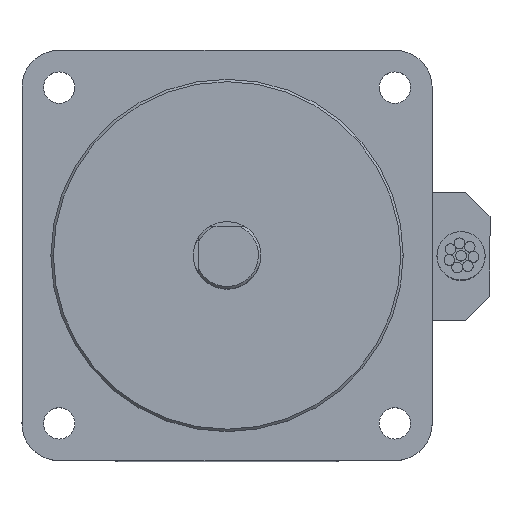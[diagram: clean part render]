
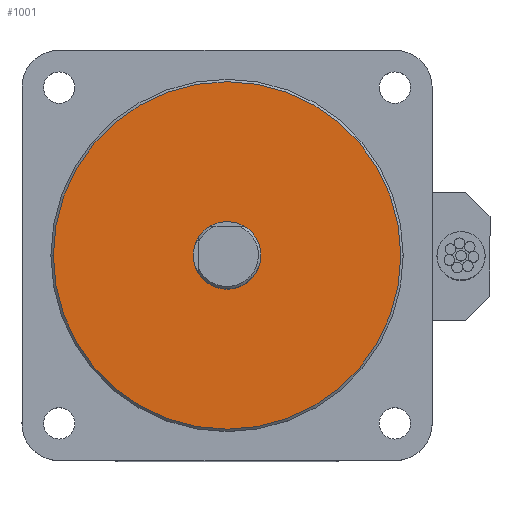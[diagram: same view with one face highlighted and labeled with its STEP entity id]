
A CAD part, top view. The second image highlights one B-rep face of the part: STEP entity #1001.
In plain terms, the highlighted planar face has unit normal (0, 0, 1).
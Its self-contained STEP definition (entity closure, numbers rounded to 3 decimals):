
#47 = CARTESIAN_POINT ( 'NONE',  ( 0., 0., 127.5 ) ) ;
#48 = DIRECTION ( 'NONE',  ( 0., 0., 1. ) ) ;
#49 = DIRECTION ( 'NONE',  ( 1., 0., 0. ) ) ;
#52 = CARTESIAN_POINT ( 'NONE',  ( 0., 0., 127.5 ) ) ;
#53 = DIRECTION ( 'NONE',  ( 0., 0., 1. ) ) ;
#54 = DIRECTION ( 'NONE',  ( 1., 0., 0. ) ) ;
#158 = CIRCLE ( 'NONE', #246, 7. ) ;
#242 = CIRCLE ( 'NONE', #254, 36.012 ) ;
#246 = AXIS2_PLACEMENT_3D ( 'NONE', #606, #607, #559 ) ;
#254 = AXIS2_PLACEMENT_3D ( 'NONE', #543, #593, #562 ) ;
#543 = CARTESIAN_POINT ( 'NONE',  ( 0., 0., 127.5 ) ) ;
#559 = DIRECTION ( 'NONE',  ( 1., 0., 0. ) ) ;
#562 = DIRECTION ( 'NONE',  ( 1., 0., 0. ) ) ;
#593 = DIRECTION ( 'NONE',  ( 0., 0., 1. ) ) ;
#606 = CARTESIAN_POINT ( 'NONE',  ( 0., 0., 127.5 ) ) ;
#607 = DIRECTION ( 'NONE',  ( 0., 0., 1. ) ) ;
#817 = EDGE_CURVE ( 'NONE', #1687, #1688, #242, .T. ) ;
#822 = EDGE_CURVE ( 'NONE', #1693, #1694, #158, .T. ) ;
#957 = EDGE_CURVE ( 'NONE', #1688, #1687, #1221, .T. ) ;
#958 = EDGE_CURVE ( 'NONE', #1694, #1693, #1223, .T. ) ;
#1001 = ADVANCED_FACE ( 'NONE', ( #2692, #2693 ), #2274, .T. ) ;
#1043 = EDGE_LOOP ( 'NONE', ( #1541, #1543 ) ) ;
#1051 = EDGE_LOOP ( 'NONE', ( #1539, #1545 ) ) ;
#1221 = CIRCLE ( 'NONE', #1228, 36.012 ) ;
#1223 = CIRCLE ( 'NONE', #1229, 7. ) ;
#1228 = AXIS2_PLACEMENT_3D ( 'NONE', #47, #48, #49 ) ;
#1229 = AXIS2_PLACEMENT_3D ( 'NONE', #52, #53, #54 ) ;
#1284 = AXIS2_PLACEMENT_3D ( 'NONE', #2272, #2273, #2271 ) ;
#1539 = ORIENTED_EDGE ( 'NONE', *, *, #958, .F. ) ;
#1541 = ORIENTED_EDGE ( 'NONE', *, *, #957, .T. ) ;
#1543 = ORIENTED_EDGE ( 'NONE', *, *, #817, .T. ) ;
#1545 = ORIENTED_EDGE ( 'NONE', *, *, #822, .F. ) ;
#1687 = VERTEX_POINT ( 'NONE', #2196 ) ;
#1688 = VERTEX_POINT ( 'NONE', #2225 ) ;
#1693 = VERTEX_POINT ( 'NONE', #2199 ) ;
#1694 = VERTEX_POINT ( 'NONE', #2506 ) ;
#2196 = CARTESIAN_POINT ( 'NONE',  ( 36.012, 0., 127.5 ) ) ;
#2199 = CARTESIAN_POINT ( 'NONE',  ( 7., 0., 127.5 ) ) ;
#2225 = CARTESIAN_POINT ( 'NONE',  ( -36.012, 0., 127.5 ) ) ;
#2271 = DIRECTION ( 'NONE',  ( 1., 0., 0. ) ) ;
#2272 = CARTESIAN_POINT ( 'NONE',  ( 0., 0., 127.5 ) ) ;
#2273 = DIRECTION ( 'NONE',  ( 0., 0., 1. ) ) ;
#2274 = PLANE ( 'NONE',  #1284 ) ;
#2506 = CARTESIAN_POINT ( 'NONE',  ( -7., 0., 127.5 ) ) ;
#2692 = FACE_OUTER_BOUND ( 'NONE', #1043, .T. ) ;
#2693 = FACE_BOUND ( 'NONE', #1051, .T. ) ;
